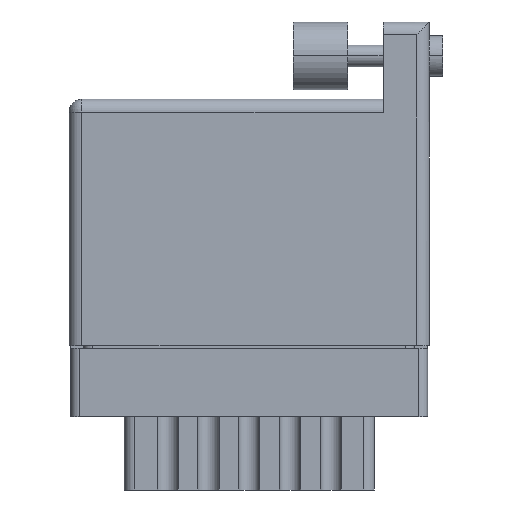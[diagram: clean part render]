
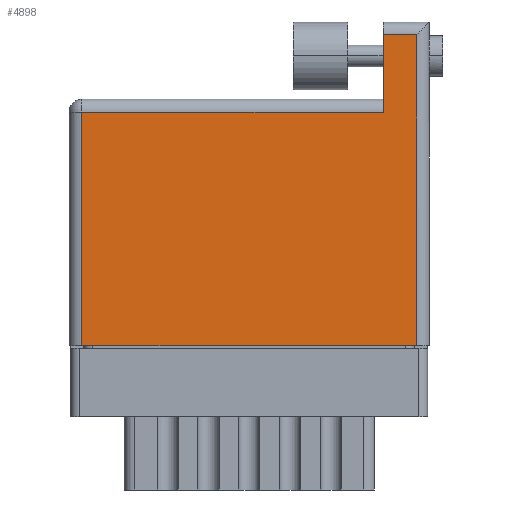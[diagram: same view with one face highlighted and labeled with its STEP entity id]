
A CAD part, front view. The second image highlights one B-rep face of the part: STEP entity #4898.
In plain terms, the highlighted face is planar.
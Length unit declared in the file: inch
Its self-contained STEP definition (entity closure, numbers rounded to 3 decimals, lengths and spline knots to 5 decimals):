
#238 = VERTEX_POINT ( 'NONE', #2207 ) ;
#609 = VERTEX_POINT ( 'NONE', #24349 ) ;
#877 = CARTESIAN_POINT ( 'NONE',  ( 0., 0., 0. ) ) ;
#1292 = EDGE_CURVE ( 'NONE', #238, #2193, #22569, .T. ) ;
#1419 = CARTESIAN_POINT ( 'NONE',  ( 1.278, 1.19, 0. ) ) ;
#1807 = LINE ( 'NONE', #21688, #15234 ) ;
#2193 = VERTEX_POINT ( 'NONE', #16032 ) ;
#2207 = CARTESIAN_POINT ( 'NONE',  ( 1.155, 1.143, 0. ) ) ;
#2806 = CARTESIAN_POINT ( 'NONE',  ( 0., 0.906, 0. ) ) ;
#3092 = DIRECTION ( 'NONE',  ( -1., 0., 0. ) ) ;
#4568 = EDGE_LOOP ( 'NONE', ( #5245, #20478, #7885, #12560, #24487, #22253 ) ) ;
#4898 = ADVANCED_FACE ( 'NONE', ( #25025 ), #6831, .F. ) ;
#5071 = DIRECTION ( 'NONE',  ( 1., 0., 0. ) ) ;
#5245 = ORIENTED_EDGE ( 'NONE', *, *, #24072, .T. ) ;
#5420 = LINE ( 'NONE', #1419, #21151 ) ;
#5558 = DIRECTION ( 'NONE',  ( -1., 0., 0. ) ) ;
#5619 = DIRECTION ( 'NONE',  ( 0., 1., 0. ) ) ;
#5856 = VECTOR ( 'NONE', #5071, 39.37008 ) ;
#6831 = PLANE ( 'NONE',  #24201 ) ;
#7885 = ORIENTED_EDGE ( 'NONE', *, *, #17646, .T. ) ;
#8328 = CARTESIAN_POINT ( 'NONE',  ( 1.278, 0., 0. ) ) ;
#9703 = CARTESIAN_POINT ( 'NONE',  ( 0.047, 0.859, 0. ) ) ;
#11574 = VERTEX_POINT ( 'NONE', #15800 ) ;
#12560 = ORIENTED_EDGE ( 'NONE', *, *, #1292, .T. ) ;
#13353 = EDGE_CURVE ( 'NONE', #17664, #11574, #1807, .T. ) ;
#14219 = VECTOR ( 'NONE', #3092, 39.37008 ) ;
#14314 = EDGE_CURVE ( 'NONE', #2193, #17664, #23383, .T. ) ;
#15234 = VECTOR ( 'NONE', #16788, 39.37008 ) ;
#15800 = CARTESIAN_POINT ( 'NONE',  ( 0.047, 0., 0. ) ) ;
#15983 = CARTESIAN_POINT ( 'NONE',  ( 1.155, 1.143, 0. ) ) ;
#16032 = CARTESIAN_POINT ( 'NONE',  ( 1.155, 0.859, 0. ) ) ;
#16331 = LINE ( 'NONE', #877, #5856 ) ;
#16557 = EDGE_CURVE ( 'NONE', #18473, #609, #5420, .T. ) ;
#16614 = VECTOR ( 'NONE', #22483, 39.37008 ) ;
#16788 = DIRECTION ( 'NONE',  ( 0., -1., 0. ) ) ;
#17432 = DIRECTION ( 'NONE',  ( 0., 0., -1. ) ) ;
#17646 = EDGE_CURVE ( 'NONE', #609, #238, #26318, .T. ) ;
#17664 = VERTEX_POINT ( 'NONE', #9703 ) ;
#18473 = VERTEX_POINT ( 'NONE', #8328 ) ;
#20478 = ORIENTED_EDGE ( 'NONE', *, *, #16557, .T. ) ;
#21151 = VECTOR ( 'NONE', #5619, 39.37008 ) ;
#21482 = DIRECTION ( 'NONE',  ( -1., 0., 0. ) ) ;
#21688 = CARTESIAN_POINT ( 'NONE',  ( 0.047, 0., 0. ) ) ;
#22253 = ORIENTED_EDGE ( 'NONE', *, *, #13353, .T. ) ;
#22483 = DIRECTION ( 'NONE',  ( 0., -1., 0. ) ) ;
#22569 = LINE ( 'NONE', #23056, #16614 ) ;
#23056 = CARTESIAN_POINT ( 'NONE',  ( 1.155, 1.19, 0. ) ) ;
#23383 = LINE ( 'NONE', #26599, #25005 ) ;
#24072 = EDGE_CURVE ( 'NONE', #11574, #18473, #16331, .T. ) ;
#24201 = AXIS2_PLACEMENT_3D ( 'NONE', #2806, #17432, #21482 ) ;
#24349 = CARTESIAN_POINT ( 'NONE',  ( 1.278, 1.143, 0. ) ) ;
#24487 = ORIENTED_EDGE ( 'NONE', *, *, #14314, .T. ) ;
#25005 = VECTOR ( 'NONE', #5558, 39.37008 ) ;
#25025 = FACE_OUTER_BOUND ( 'NONE', #4568, .T. ) ;
#26318 = LINE ( 'NONE', #15983, #14219 ) ;
#26599 = CARTESIAN_POINT ( 'NONE',  ( 0., 0.859, 0. ) ) ;
